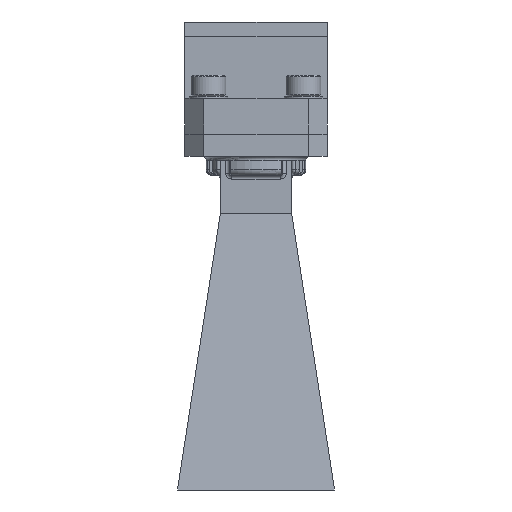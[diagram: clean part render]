
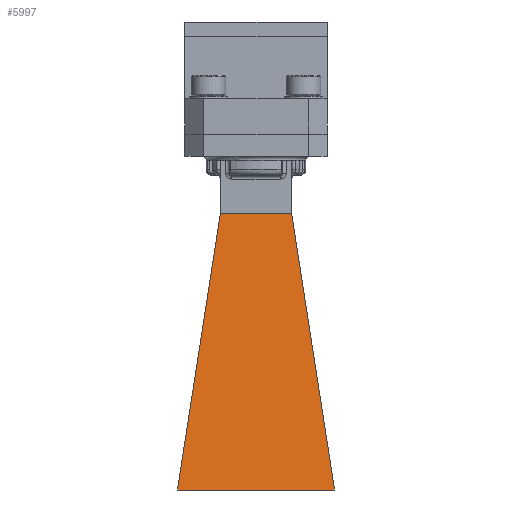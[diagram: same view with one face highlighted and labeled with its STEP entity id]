
A CAD part, front view. The second image highlights one B-rep face of the part: STEP entity #5997.
In plain terms, the highlighted planar face has unit normal (0, -0.991, 0.134).
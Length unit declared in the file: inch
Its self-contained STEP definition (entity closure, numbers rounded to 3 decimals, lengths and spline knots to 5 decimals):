
#23 = AXIS2_PLACEMENT_3D ( 'NONE', #14674, #17819, #14747 ) ;
#2138 = VECTOR ( 'NONE', #14250, 39.37008 ) ;
#2278 = CARTESIAN_POINT ( 'NONE',  ( 0.1875, -0.1125, -0.3 ) ) ;
#2344 = ORIENTED_EDGE ( 'NONE', *, *, #19139, .T. ) ;
#3128 = ORIENTED_EDGE ( 'NONE', *, *, #7532, .F. ) ;
#3531 = PLANE ( 'NONE',  #23 ) ;
#3594 = VECTOR ( 'NONE', #20014, 39.37008 ) ;
#3614 = VERTEX_POINT ( 'NONE', #2278 ) ;
#5145 = VERTEX_POINT ( 'NONE', #16418 ) ;
#5997 = ADVANCED_FACE ( 'NONE', ( #9833 ), #3531, .F. ) ;
#7285 = LINE ( 'NONE', #7363, #3594 ) ;
#7363 = CARTESIAN_POINT ( 'NONE',  ( 0.4135, -0.31, -1.757 ) ) ;
#7532 = EDGE_CURVE ( 'NONE', #11878, #5145, #20407, .T. ) ;
#7568 = CARTESIAN_POINT ( 'NONE',  ( -0.4135, -0.31, -1.757 ) ) ;
#7690 = VERTEX_POINT ( 'NONE', #8387 ) ;
#8182 = CARTESIAN_POINT ( 'NONE',  ( 0.4135, -0.1125, -0.3 ) ) ;
#8387 = CARTESIAN_POINT ( 'NONE',  ( 0.4135, -0.31, -1.757 ) ) ;
#9374 = DIRECTION ( 'NONE',  ( -1., 0., 0. ) ) ;
#9833 = FACE_OUTER_BOUND ( 'NONE', #11782, .T. ) ;
#10001 = DIRECTION ( 'NONE',  ( -1., 0., 0. ) ) ;
#10666 = ORIENTED_EDGE ( 'NONE', *, *, #17241, .F. ) ;
#11782 = EDGE_LOOP ( 'NONE', ( #10666, #2344, #12277, #3128 ) ) ;
#11878 = VERTEX_POINT ( 'NONE', #7568 ) ;
#12277 = ORIENTED_EDGE ( 'NONE', *, *, #18808, .T. ) ;
#12590 = VECTOR ( 'NONE', #10001, 39.37008 ) ;
#14250 = DIRECTION ( 'NONE',  ( 0.152, 0.133, 0.979 ) ) ;
#14505 = CARTESIAN_POINT ( 'NONE',  ( -0.39441, -0.29332, -1.63394 ) ) ;
#14674 = CARTESIAN_POINT ( 'NONE',  ( 0.4135, -0.31, -1.757 ) ) ;
#14747 = DIRECTION ( 'NONE',  ( 0., 0.134, 0.991 ) ) ;
#14796 = LINE ( 'NONE', #8182, #17032 ) ;
#16418 = CARTESIAN_POINT ( 'NONE',  ( -0.1875, -0.1125, -0.3 ) ) ;
#16820 = LINE ( 'NONE', #19458, #12590 ) ;
#17032 = VECTOR ( 'NONE', #9374, 39.37008 ) ;
#17241 = EDGE_CURVE ( 'NONE', #7690, #11878, #16820, .T. ) ;
#17819 = DIRECTION ( 'NONE',  ( 0., 0.991, -0.134 ) ) ;
#18808 = EDGE_CURVE ( 'NONE', #3614, #5145, #14796, .T. ) ;
#19139 = EDGE_CURVE ( 'NONE', #7690, #3614, #7285, .T. ) ;
#19458 = CARTESIAN_POINT ( 'NONE',  ( 0.4135, -0.31, -1.757 ) ) ;
#20014 = DIRECTION ( 'NONE',  ( -0.152, 0.133, 0.979 ) ) ;
#20407 = LINE ( 'NONE', #14505, #2138 ) ;
